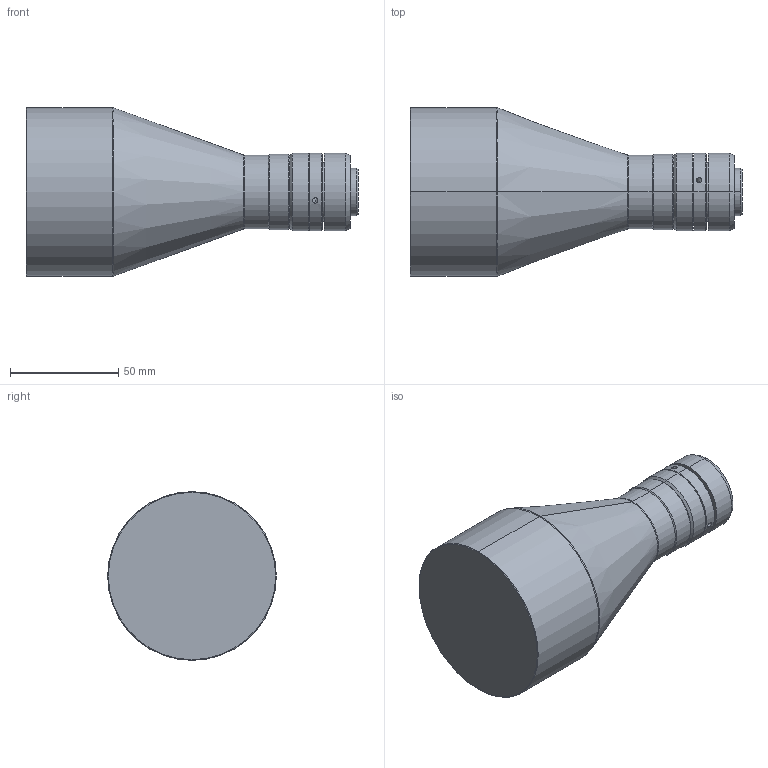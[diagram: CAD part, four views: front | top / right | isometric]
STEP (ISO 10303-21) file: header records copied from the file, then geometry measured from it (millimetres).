
FILE_DESCRIPTION (( 'STEP AP203' ), '1' );
FILE_NAME ('DTCM118-56-AL.STEP', '2019-11-13T08:00:42', ( 'Windows 蚚誧' ), ( '' ), 'SwSTEP 2.0', 'SolidWorks 2017', '' );
FILE_SCHEMA (( 'CONFIG_CONTROL_DESIGN' ));
Length unit declared in the file: millimetre
Products named in the file (1): DTCM118-56-AL
Bounding box: 153.6 x 78 x 78 mm (x, y, z)
Volume: 397868 mm3; surface area: 35029.2 mm2
Topology: 1 solids, 1 shells, 61 faces, 134 edges, 79 vertices
Faces by surface type: cylinder 26, cone 22, plane 9, bspline 4
Entity records: 1851 total; most frequent: CARTESIAN_POINT 443, DIRECTION 304, ORIENTED_EDGE 256, EDGE_CURVE 128, AXIS2_PLACEMENT_3D 128, VERTEX_POINT 79, EDGE_LOOP 71, CIRCLE 70
